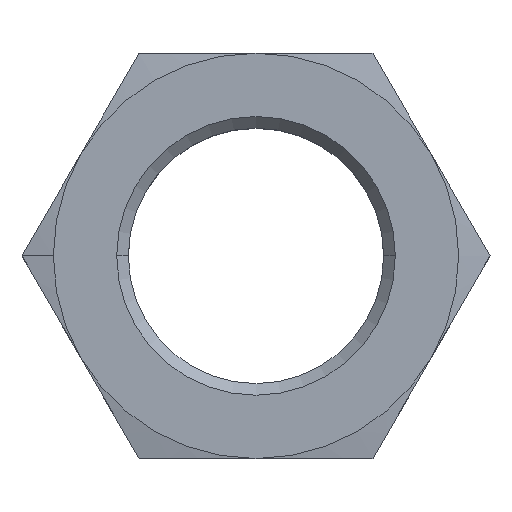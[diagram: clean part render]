
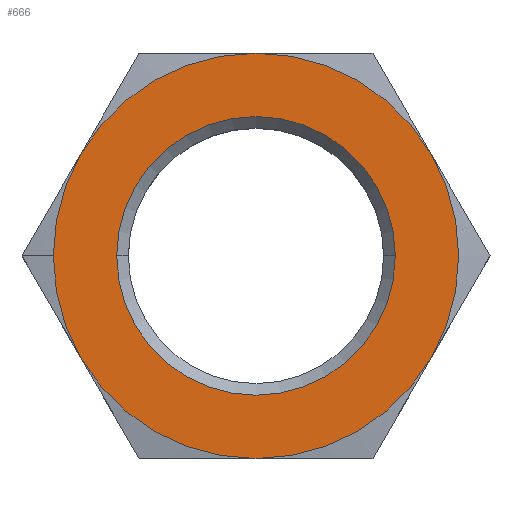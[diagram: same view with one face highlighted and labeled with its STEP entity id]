
A CAD part, top view. The second image highlights one B-rep face of the part: STEP entity #666.
In plain terms, the highlighted planar face has unit normal (0, 0, 1).
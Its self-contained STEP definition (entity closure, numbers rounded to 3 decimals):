
#40 = CIRCLE ( 'NONE', #766, 16. ) ;
#47 = VERTEX_POINT ( 'NONE', #518 ) ;
#61 = ORIENTED_EDGE ( 'NONE', *, *, #217, .F. ) ;
#64 = CIRCLE ( 'NONE', #66, 11. ) ;
#66 = AXIS2_PLACEMENT_3D ( 'NONE', #679, #674, #634 ) ;
#85 = ORIENTED_EDGE ( 'NONE', *, *, #234, .F. ) ;
#86 = AXIS2_PLACEMENT_3D ( 'NONE', #509, #554, #600 ) ;
#88 = VERTEX_POINT ( 'NONE', #569 ) ;
#92 = CARTESIAN_POINT ( 'NONE',  ( -13.856, 8., 22. ) ) ;
#96 = AXIS2_PLACEMENT_3D ( 'NONE', #382, #322, #248 ) ;
#104 = DIRECTION ( 'NONE',  ( -1., 0., 0. ) ) ;
#111 = DIRECTION ( 'NONE',  ( -1., 0., 0. ) ) ;
#118 = VERTEX_POINT ( 'NONE', #767 ) ;
#143 = AXIS2_PLACEMENT_3D ( 'NONE', #753, #759, #765 ) ;
#163 = VERTEX_POINT ( 'NONE', #685 ) ;
#172 = EDGE_CURVE ( 'NONE', #676, #278, #718, .T. ) ;
#181 = DIRECTION ( 'NONE',  ( -1., 0., 0. ) ) ;
#186 = DIRECTION ( 'NONE',  ( 0., 0., -1. ) ) ;
#192 = FACE_OUTER_BOUND ( 'NONE', #222, .T. ) ;
#214 = CIRCLE ( 'NONE', #493, 16. ) ;
#217 = EDGE_CURVE ( 'NONE', #797, #47, #694, .T. ) ;
#222 = EDGE_LOOP ( 'NONE', ( #774, #761, #749, #734, #535, #85, #725 ) ) ;
#225 = CIRCLE ( 'NONE', #458, 16. ) ;
#234 = EDGE_CURVE ( 'NONE', #118, #676, #658, .T. ) ;
#248 = DIRECTION ( 'NONE',  ( -1., 0., 0. ) ) ;
#251 = CARTESIAN_POINT ( 'NONE',  ( 11., 0., 22. ) ) ;
#256 = DIRECTION ( 'NONE',  ( 0., 0., -1. ) ) ;
#261 = FACE_BOUND ( 'NONE', #894, .T. ) ;
#262 = CARTESIAN_POINT ( 'NONE',  ( 0., 0., 22. ) ) ;
#263 = CIRCLE ( 'NONE', #96, 16. ) ;
#278 = VERTEX_POINT ( 'NONE', #859 ) ;
#303 = VERTEX_POINT ( 'NONE', #406 ) ;
#322 = DIRECTION ( 'NONE',  ( 0., 0., -1. ) ) ;
#327 = CARTESIAN_POINT ( 'NONE',  ( 0., 0., 22. ) ) ;
#337 = DIRECTION ( 'NONE',  ( 0., 0., -1. ) ) ;
#349 = CARTESIAN_POINT ( 'NONE',  ( 0., 0., 22. ) ) ;
#381 = CIRCLE ( 'NONE', #632, 16. ) ;
#382 = CARTESIAN_POINT ( 'NONE',  ( 0., 0., 22. ) ) ;
#383 = DIRECTION ( 'NONE',  ( 1., 0., 0. ) ) ;
#399 = DIRECTION ( 'NONE',  ( -1., 0., 0. ) ) ;
#406 = CARTESIAN_POINT ( 'NONE',  ( 0., -16., 22. ) ) ;
#432 = DIRECTION ( 'NONE',  ( 0., 0., 1. ) ) ;
#458 = AXIS2_PLACEMENT_3D ( 'NONE', #327, #256, #181 ) ;
#493 = AXIS2_PLACEMENT_3D ( 'NONE', #776, #628, #104 ) ;
#499 = CARTESIAN_POINT ( 'NONE',  ( 0., 13.5, 22. ) ) ;
#509 = CARTESIAN_POINT ( 'NONE',  ( 0., 0., 22. ) ) ;
#514 = EDGE_CURVE ( 'NONE', #303, #891, #381, .T. ) ;
#518 = CARTESIAN_POINT ( 'NONE',  ( -11., 0., 22. ) ) ;
#535 = ORIENTED_EDGE ( 'NONE', *, *, #172, .F. ) ;
#554 = DIRECTION ( 'NONE',  ( 0., 0., 1. ) ) ;
#569 = CARTESIAN_POINT ( 'NONE',  ( 13.856, -8., 22. ) ) ;
#600 = DIRECTION ( 'NONE',  ( 1., 0., 0. ) ) ;
#606 = EDGE_CURVE ( 'NONE', #88, #303, #263, .T. ) ;
#628 = DIRECTION ( 'NONE',  ( 0., 0., -1. ) ) ;
#632 = AXIS2_PLACEMENT_3D ( 'NONE', #262, #186, #111 ) ;
#634 = DIRECTION ( 'NONE',  ( 1., 0., 0. ) ) ;
#644 = EDGE_CURVE ( 'NONE', #278, #163, #225, .T. ) ;
#648 = EDGE_CURVE ( 'NONE', #891, #118, #214, .T. ) ;
#658 = CIRCLE ( 'NONE', #143, 16. ) ;
#659 = AXIS2_PLACEMENT_3D ( 'NONE', #349, #337, #399 ) ;
#666 = ADVANCED_FACE ( 'NONE', ( #192, #261 ), #772, .T. ) ;
#674 = DIRECTION ( 'NONE',  ( 0., 0., 1. ) ) ;
#676 = VERTEX_POINT ( 'NONE', #92 ) ;
#679 = CARTESIAN_POINT ( 'NONE',  ( 0., 0., 22. ) ) ;
#685 = CARTESIAN_POINT ( 'NONE',  ( 13.856, 8., 22. ) ) ;
#686 = EDGE_CURVE ( 'NONE', #163, #88, #40, .T. ) ;
#688 = DIRECTION ( 'NONE',  ( -1., 0., 0. ) ) ;
#689 = DIRECTION ( 'NONE',  ( 0., 0., -1. ) ) ;
#693 = CARTESIAN_POINT ( 'NONE',  ( 0., 0., 22. ) ) ;
#694 = CIRCLE ( 'NONE', #86, 11. ) ;
#717 = AXIS2_PLACEMENT_3D ( 'NONE', #499, #432, #383 ) ;
#718 = CIRCLE ( 'NONE', #659, 16. ) ;
#725 = ORIENTED_EDGE ( 'NONE', *, *, #648, .F. ) ;
#734 = ORIENTED_EDGE ( 'NONE', *, *, #644, .F. ) ;
#749 = ORIENTED_EDGE ( 'NONE', *, *, #686, .F. ) ;
#752 = CARTESIAN_POINT ( 'NONE',  ( -13.856, -8., 22. ) ) ;
#753 = CARTESIAN_POINT ( 'NONE',  ( 0., 0., 22. ) ) ;
#759 = DIRECTION ( 'NONE',  ( 0., 0., -1. ) ) ;
#761 = ORIENTED_EDGE ( 'NONE', *, *, #606, .F. ) ;
#765 = DIRECTION ( 'NONE',  ( -1., 0., 0. ) ) ;
#766 = AXIS2_PLACEMENT_3D ( 'NONE', #693, #689, #688 ) ;
#767 = CARTESIAN_POINT ( 'NONE',  ( -16., 0., 22. ) ) ;
#772 = PLANE ( 'NONE',  #717 ) ;
#774 = ORIENTED_EDGE ( 'NONE', *, *, #514, .F. ) ;
#776 = CARTESIAN_POINT ( 'NONE',  ( 0., 0., 22. ) ) ;
#797 = VERTEX_POINT ( 'NONE', #251 ) ;
#859 = CARTESIAN_POINT ( 'NONE',  ( 0., 16., 22. ) ) ;
#860 = EDGE_CURVE ( 'NONE', #47, #797, #64, .T. ) ;
#871 = ORIENTED_EDGE ( 'NONE', *, *, #860, .F. ) ;
#891 = VERTEX_POINT ( 'NONE', #752 ) ;
#894 = EDGE_LOOP ( 'NONE', ( #61, #871 ) ) ;
